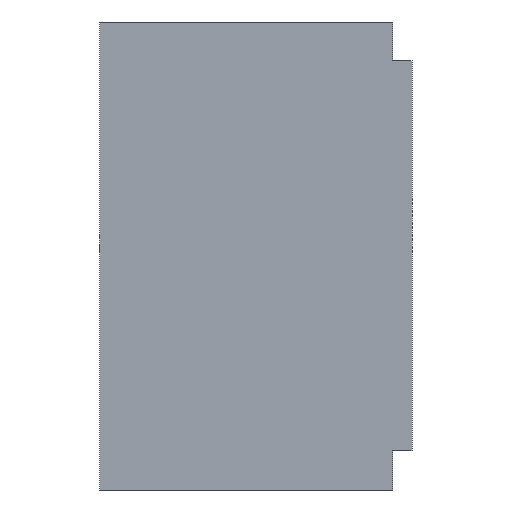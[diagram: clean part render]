
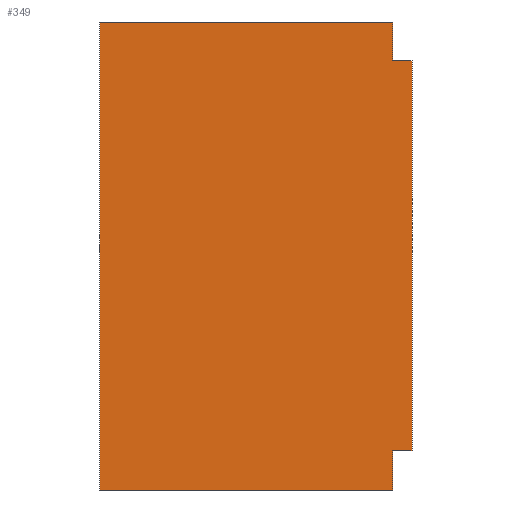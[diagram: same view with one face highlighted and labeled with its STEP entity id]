
A CAD part, left-side view. The second image highlights one B-rep face of the part: STEP entity #349.
In plain terms, the highlighted planar face has unit normal (-1, 0, 0).
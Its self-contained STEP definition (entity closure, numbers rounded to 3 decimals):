
#17=DIRECTION('',(0.,0.,1.));
#18=VECTOR('',#17,0.1);
#19=CARTESIAN_POINT('',(-1.25,0.,-0.6));
#20=LINE('',#19,#18);
#33=DIRECTION('',(0.,0.,1.));
#34=VECTOR('',#33,0.1);
#35=CARTESIAN_POINT('',(-1.25,0.,0.5));
#36=LINE('',#35,#34);
#89=DIRECTION('',(0.,0.,1.));
#90=VECTOR('',#89,1.);
#91=CARTESIAN_POINT('',(-1.25,-0.05,-0.5));
#92=LINE('',#91,#90);
#105=DIRECTION('',(0.,-1.,0.));
#106=VECTOR('',#105,0.05);
#107=CARTESIAN_POINT('',(-1.25,0.,-0.5));
#108=LINE('',#107,#106);
#109=DIRECTION('',(0.,1.,0.));
#110=VECTOR('',#109,0.75);
#111=CARTESIAN_POINT('',(-1.25,0.,-0.6));
#112=LINE('',#111,#110);
#113=DIRECTION('',(0.,-1.,0.));
#114=VECTOR('',#113,0.05);
#115=CARTESIAN_POINT('',(-1.25,0.,0.5));
#116=LINE('',#115,#114);
#125=DIRECTION('',(0.,0.,1.));
#126=VECTOR('',#125,1.2);
#127=CARTESIAN_POINT('',(-1.25,0.75,-0.6));
#128=LINE('',#127,#126);
#141=DIRECTION('',(0.,1.,0.));
#142=VECTOR('',#141,0.75);
#143=CARTESIAN_POINT('',(-1.25,0.,0.6));
#144=LINE('',#143,#142);
#145=CARTESIAN_POINT('',(-1.25,0.,0.6));
#147=VERTEX_POINT('',#145);
#150=CARTESIAN_POINT('',(-1.25,0.,-0.6));
#152=VERTEX_POINT('',#150);
#153=CARTESIAN_POINT('',(-1.25,0.75,-0.6));
#154=CARTESIAN_POINT('',(-1.25,0.75,0.6));
#155=VERTEX_POINT('',#153);
#156=VERTEX_POINT('',#154);
#170=CARTESIAN_POINT('',(-1.25,-0.05,-0.5));
#172=VERTEX_POINT('',#170);
#173=CARTESIAN_POINT('',(-1.25,-0.05,0.5));
#174=VERTEX_POINT('',#173);
#185=CARTESIAN_POINT('',(-1.25,0.,-0.5));
#187=VERTEX_POINT('',#185);
#189=CARTESIAN_POINT('',(-1.25,0.,0.5));
#191=VERTEX_POINT('',#189);
#330=CARTESIAN_POINT('',(-1.25,0.,-0.6));
#331=DIRECTION('',(-1.,0.,0.));
#332=DIRECTION('',(0.,0.,1.));
#333=AXIS2_PLACEMENT_3D('',#330,#331,#332);
#334=PLANE('',#333);
#335=ORIENTED_EDGE('',*,*,#214,.F.);
#337=ORIENTED_EDGE('',*,*,#336,.T.);
#338=ORIENTED_EDGE('',*,*,#307,.F.);
#339=ORIENTED_EDGE('',*,*,#322,.F.);
#340=ORIENTED_EDGE('',*,*,#206,.F.);
#342=ORIENTED_EDGE('',*,*,#341,.T.);
#344=ORIENTED_EDGE('',*,*,#343,.T.);
#346=ORIENTED_EDGE('',*,*,#345,.F.);
#347=EDGE_LOOP('',(#335,#337,#338,#339,#340,#342,#344,#346));
#348=FACE_OUTER_BOUND('',#347,.F.);
#206=EDGE_CURVE('',#152,#187,#20,.T.);
#214=EDGE_CURVE('',#191,#147,#36,.T.);
#307=EDGE_CURVE('',#172,#174,#92,.T.);
#322=EDGE_CURVE('',#187,#172,#108,.T.);
#336=EDGE_CURVE('',#191,#174,#116,.T.);
#341=EDGE_CURVE('',#152,#155,#112,.T.);
#343=EDGE_CURVE('',#155,#156,#128,.T.);
#345=EDGE_CURVE('',#147,#156,#144,.T.);
#349=ADVANCED_FACE('',(#348),#334,.T.);
